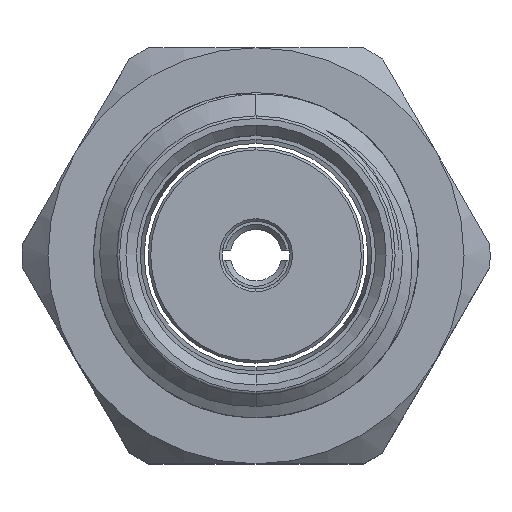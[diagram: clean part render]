
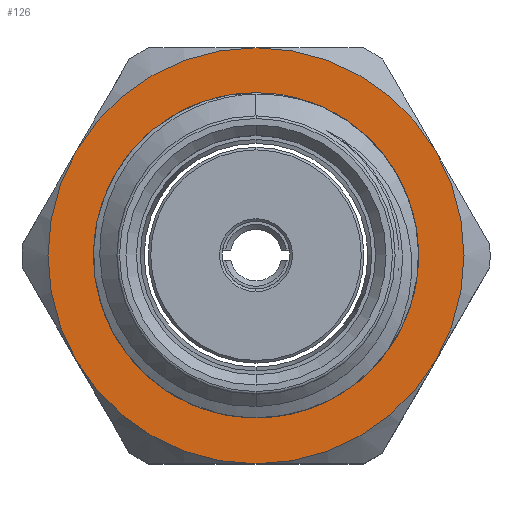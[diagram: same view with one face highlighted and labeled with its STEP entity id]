
A CAD part, top view. The second image highlights one B-rep face of the part: STEP entity #126.
In plain terms, the highlighted planar face has unit normal (0, 0, 1).
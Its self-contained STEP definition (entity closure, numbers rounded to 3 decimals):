
#12 = DIRECTION ( 'NONE',  ( 0., -1., 0. ) ) ;
#25 = DIRECTION ( 'NONE',  ( 0., 1., 0. ) ) ;
#49 = DIRECTION ( 'NONE',  ( 0., 0., -1. ) ) ;
#63 = CIRCLE ( 'NONE', #2888, 2.9 ) ;
#101 = VERTEX_POINT ( 'NONE', #1960 ) ;
#126 = ADVANCED_FACE ( 'NONE', ( #2210, #1486 ), #990, .T. ) ;
#234 = DIRECTION ( 'NONE',  ( 0., 0., -1. ) ) ;
#255 = AXIS2_PLACEMENT_3D ( 'NONE', #519, #2520, #1255 ) ;
#445 = EDGE_CURVE ( 'NONE', #101, #1244, #2104, .T. ) ;
#493 = ORIENTED_EDGE ( 'NONE', *, *, #699, .T. ) ;
#519 = CARTESIAN_POINT ( 'NONE',  ( -43.445, 16.364, 13.751 ) ) ;
#619 = CARTESIAN_POINT ( 'NONE',  ( -39.981, 14.364, 13.751 ) ) ;
#655 = ORIENTED_EDGE ( 'NONE', *, *, #1042, .F. ) ;
#665 = CARTESIAN_POINT ( 'NONE',  ( -39.981, 18.364, 13.751 ) ) ;
#684 = CARTESIAN_POINT ( 'NONE',  ( -46.909, 14.364, 13.751 ) ) ;
#699 = EDGE_CURVE ( 'NONE', #1811, #1236, #970, .T. ) ;
#716 = ORIENTED_EDGE ( 'NONE', *, *, #1964, .T. ) ;
#755 = DIRECTION ( 'NONE',  ( 0., 1., 0. ) ) ;
#843 = DIRECTION ( 'NONE',  ( 0., 1., 0. ) ) ;
#886 = DIRECTION ( 'NONE',  ( 0., 0., -1. ) ) ;
#907 = DIRECTION ( 'NONE',  ( 0., 0., -1. ) ) ;
#915 = AXIS2_PLACEMENT_3D ( 'NONE', #3034, #1871, #843 ) ;
#970 = CIRCLE ( 'NONE', #1060, 2.9 ) ;
#973 = EDGE_CURVE ( 'NONE', #2098, #2529, #2246, .T. ) ;
#990 = PLANE ( 'NONE',  #1792 ) ;
#991 = CARTESIAN_POINT ( 'NONE',  ( -43.445, 12.364, 13.751 ) ) ;
#996 = CARTESIAN_POINT ( 'NONE',  ( -43.445, 16.364, 13.751 ) ) ;
#1042 = EDGE_CURVE ( 'NONE', #2529, #101, #1273, .T. ) ;
#1043 = EDGE_LOOP ( 'NONE', ( #493, #716 ) ) ;
#1060 = AXIS2_PLACEMENT_3D ( 'NONE', #1643, #886, #1867 ) ;
#1142 = DIRECTION ( 'NONE',  ( 0., 1., 0. ) ) ;
#1147 = VERTEX_POINT ( 'NONE', #665 ) ;
#1236 = VERTEX_POINT ( 'NONE', #1698 ) ;
#1244 = VERTEX_POINT ( 'NONE', #2673 ) ;
#1255 = DIRECTION ( 'NONE',  ( 0., 1., 0. ) ) ;
#1273 = CIRCLE ( 'NONE', #1526, 4. ) ;
#1327 = CARTESIAN_POINT ( 'NONE',  ( -43.445, 16.364, 13.751 ) ) ;
#1376 = CIRCLE ( 'NONE', #255, 4. ) ;
#1382 = EDGE_CURVE ( 'NONE', #2438, #2098, #1376, .T. ) ;
#1486 = FACE_OUTER_BOUND ( 'NONE', #3120, .T. ) ;
#1526 = AXIS2_PLACEMENT_3D ( 'NONE', #1579, #2560, #2575 ) ;
#1547 = AXIS2_PLACEMENT_3D ( 'NONE', #996, #49, #755 ) ;
#1579 = CARTESIAN_POINT ( 'NONE',  ( -43.445, 16.364, 13.751 ) ) ;
#1587 = AXIS2_PLACEMENT_3D ( 'NONE', #2642, #234, #25 ) ;
#1643 = CARTESIAN_POINT ( 'NONE',  ( -43.445, 16.364, 13.751 ) ) ;
#1698 = CARTESIAN_POINT ( 'NONE',  ( -43.445, 19.264, 13.751 ) ) ;
#1716 = ORIENTED_EDGE ( 'NONE', *, *, #2305, .F. ) ;
#1760 = ORIENTED_EDGE ( 'NONE', *, *, #445, .F. ) ;
#1792 = AXIS2_PLACEMENT_3D ( 'NONE', #2004, #2963, #12 ) ;
#1811 = VERTEX_POINT ( 'NONE', #2956 ) ;
#1817 = EDGE_CURVE ( 'NONE', #1244, #1147, #2833, .T. ) ;
#1867 = DIRECTION ( 'NONE',  ( 0., -1., 0. ) ) ;
#1871 = DIRECTION ( 'NONE',  ( 0., 0., -1. ) ) ;
#1960 = CARTESIAN_POINT ( 'NONE',  ( -46.909, 18.364, 13.751 ) ) ;
#1964 = EDGE_CURVE ( 'NONE', #1236, #1811, #63, .T. ) ;
#2003 = ORIENTED_EDGE ( 'NONE', *, *, #1817, .F. ) ;
#2004 = CARTESIAN_POINT ( 'NONE',  ( -43.445, 19.064, 13.751 ) ) ;
#2098 = VERTEX_POINT ( 'NONE', #991 ) ;
#2104 = CIRCLE ( 'NONE', #1587, 4. ) ;
#2210 = FACE_BOUND ( 'NONE', #1043, .T. ) ;
#2246 = CIRCLE ( 'NONE', #915, 4. ) ;
#2305 = EDGE_CURVE ( 'NONE', #1147, #2438, #2824, .T. ) ;
#2307 = DIRECTION ( 'NONE',  ( 0., -1., 0. ) ) ;
#2381 = ORIENTED_EDGE ( 'NONE', *, *, #1382, .F. ) ;
#2438 = VERTEX_POINT ( 'NONE', #619 ) ;
#2477 = AXIS2_PLACEMENT_3D ( 'NONE', #2611, #907, #1142 ) ;
#2520 = DIRECTION ( 'NONE',  ( 0., 0., -1. ) ) ;
#2529 = VERTEX_POINT ( 'NONE', #684 ) ;
#2560 = DIRECTION ( 'NONE',  ( 0., 0., -1. ) ) ;
#2575 = DIRECTION ( 'NONE',  ( 0., 1., 0. ) ) ;
#2611 = CARTESIAN_POINT ( 'NONE',  ( -43.445, 16.364, 13.751 ) ) ;
#2642 = CARTESIAN_POINT ( 'NONE',  ( -43.445, 16.364, 13.751 ) ) ;
#2673 = CARTESIAN_POINT ( 'NONE',  ( -43.445, 20.364, 13.751 ) ) ;
#2824 = CIRCLE ( 'NONE', #2477, 4. ) ;
#2833 = CIRCLE ( 'NONE', #1547, 4. ) ;
#2888 = AXIS2_PLACEMENT_3D ( 'NONE', #1327, #3041, #2307 ) ;
#2898 = ORIENTED_EDGE ( 'NONE', *, *, #973, .F. ) ;
#2956 = CARTESIAN_POINT ( 'NONE',  ( -43.445, 13.464, 13.751 ) ) ;
#2963 = DIRECTION ( 'NONE',  ( 0., 0., 1. ) ) ;
#3034 = CARTESIAN_POINT ( 'NONE',  ( -43.445, 16.364, 13.751 ) ) ;
#3041 = DIRECTION ( 'NONE',  ( 0., 0., -1. ) ) ;
#3120 = EDGE_LOOP ( 'NONE', ( #2003, #1760, #655, #2898, #2381, #1716 ) ) ;
